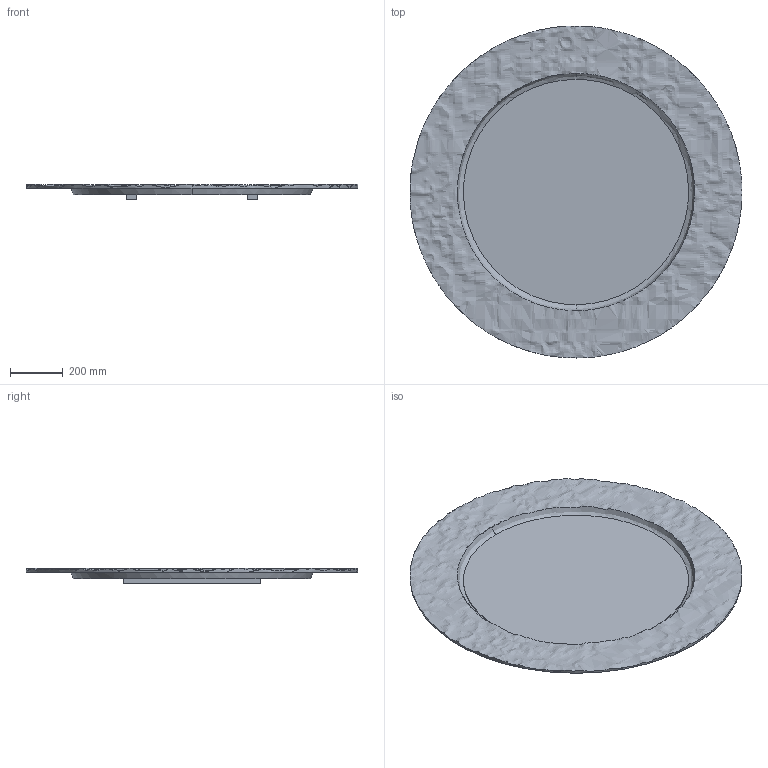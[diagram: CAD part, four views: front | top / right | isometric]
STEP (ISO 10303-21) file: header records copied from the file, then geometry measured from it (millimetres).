
FILE_DESCRIPTION(/* description */ (''),/* implementation_level */ '2;1');
FILE_NAME(/* name */ '208 - Venus round diam.126',/* time_stamp */ '2010-12-01T15:59:22+01:00',/* author */ (''),/* organization */ (''),/* preprocessor_version */ 'ST-DEVELOPER v10',/* originating_system */ '',/* authorisation */ '');
FILE_SCHEMA (('CONFIG_CONTROL_DESIGN'));
Length unit declared in the file: centimetre
Products named in the file (1): 1
Bounding box: 1260 x 1260 x 60 mm (x, y, z)
Volume: 16110638.8 mm3; surface area: 3941486.5 mm2
Topology: 4 solids, 4 shells, 34 faces, 72 edges, 48 vertices
Faces by surface type: plane 17, bspline 17
Entity records: 40292 total; most frequent: CARTESIAN_POINT 39702, ORIENTED_EDGE 144, EDGE_CURVE 72, VERTEX_POINT 48, B_SPLINE_CURVE_WITH_KNOTS 48, EDGE_LOOP 44, ADVANCED_FACE 34, FACE_OUTER_BOUND 34
